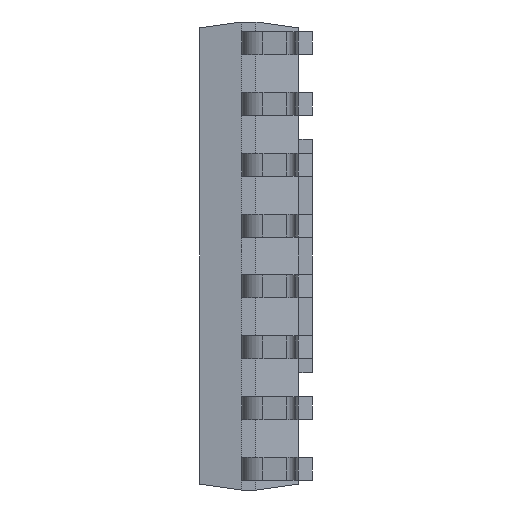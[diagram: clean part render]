
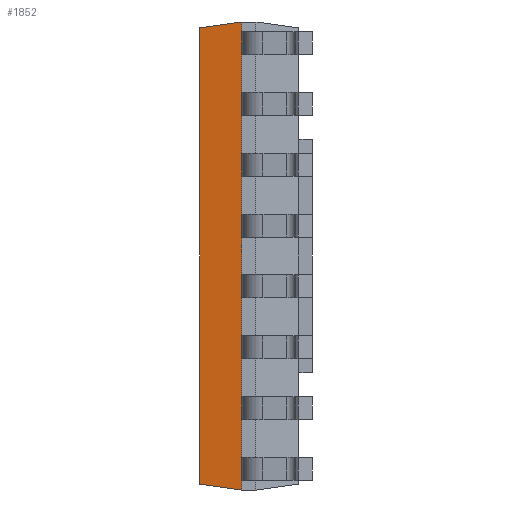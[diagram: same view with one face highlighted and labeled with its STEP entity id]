
A CAD part, left-side view. The second image highlights one B-rep face of the part: STEP entity #1852.
In plain terms, the highlighted planar face has unit normal (-0.99, 0.139, 0).
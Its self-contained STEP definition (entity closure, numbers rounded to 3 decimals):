
#197 = CARTESIAN_POINT ( 'NONE',  ( -2.2, 0.75, 2.5 ) ) ;
#256 = DIRECTION ( 'NONE',  ( 0., 0., 1. ) ) ;
#584 = VERTEX_POINT ( 'NONE', #3514 ) ;
#663 = LINE ( 'NONE', #3904, #8630 ) ;
#1043 = EDGE_CURVE ( 'NONE', #9360, #584, #5890, .T. ) ;
#1133 = ORIENTED_EDGE ( 'NONE', *, *, #1157, .T. ) ;
#1157 = EDGE_CURVE ( 'NONE', #9360, #9416, #9135, .T. ) ;
#1168 = FACE_OUTER_BOUND ( 'NONE', #6566, .T. ) ;
#1262 = DIRECTION ( 'NONE',  ( -0.99, 0.139, 0. ) ) ;
#1274 = CARTESIAN_POINT ( 'NONE',  ( -2.2, 0.75, -2.5 ) ) ;
#1852 = ADVANCED_FACE ( 'NONE', ( #1168 ), #1922, .T. ) ;
#1922 = PLANE ( 'NONE',  #5225 ) ;
#2604 = VECTOR ( 'NONE', #5945, 1000. ) ;
#3065 = EDGE_CURVE ( 'NONE', #584, #6565, #4219, .T. ) ;
#3514 = CARTESIAN_POINT ( 'NONE',  ( -2.137, 1.2, 2.437 ) ) ;
#3901 = CARTESIAN_POINT ( 'NONE',  ( -2.137, 1.2, -2.5 ) ) ;
#3904 = CARTESIAN_POINT ( 'NONE',  ( -2.2, 0.75, 2.5 ) ) ;
#4017 = CARTESIAN_POINT ( 'NONE',  ( -2.2, 0.75, -2.5 ) ) ;
#4219 = LINE ( 'NONE', #5215, #2604 ) ;
#4543 = CARTESIAN_POINT ( 'NONE',  ( -2.137, 1.2, -2.437 ) ) ;
#4657 = EDGE_CURVE ( 'NONE', #9416, #6565, #663, .T. ) ;
#4786 = ORIENTED_EDGE ( 'NONE', *, *, #1043, .F. ) ;
#4982 = VECTOR ( 'NONE', #9021, 1000. ) ;
#5215 = CARTESIAN_POINT ( 'NONE',  ( -2.2, 0.75, 2.5 ) ) ;
#5225 = AXIS2_PLACEMENT_3D ( 'NONE', #5656, #1262, #6397 ) ;
#5656 = CARTESIAN_POINT ( 'NONE',  ( -2.2, 0.75, -2.5 ) ) ;
#5771 = VECTOR ( 'NONE', #9367, 1000. ) ;
#5890 = LINE ( 'NONE', #3901, #4982 ) ;
#5899 = ORIENTED_EDGE ( 'NONE', *, *, #4657, .T. ) ;
#5945 = DIRECTION ( 'NONE',  ( -0.138, -0.981, 0.138 ) ) ;
#6397 = DIRECTION ( 'NONE',  ( -0.139, -0.99, 0. ) ) ;
#6565 = VERTEX_POINT ( 'NONE', #197 ) ;
#6566 = EDGE_LOOP ( 'NONE', ( #5899, #8340, #4786, #1133 ) ) ;
#8340 = ORIENTED_EDGE ( 'NONE', *, *, #3065, .F. ) ;
#8630 = VECTOR ( 'NONE', #256, 1000. ) ;
#9021 = DIRECTION ( 'NONE',  ( 0., 0., 1. ) ) ;
#9135 = LINE ( 'NONE', #1274, #5771 ) ;
#9360 = VERTEX_POINT ( 'NONE', #4543 ) ;
#9367 = DIRECTION ( 'NONE',  ( -0.138, -0.981, -0.138 ) ) ;
#9416 = VERTEX_POINT ( 'NONE', #4017 ) ;
